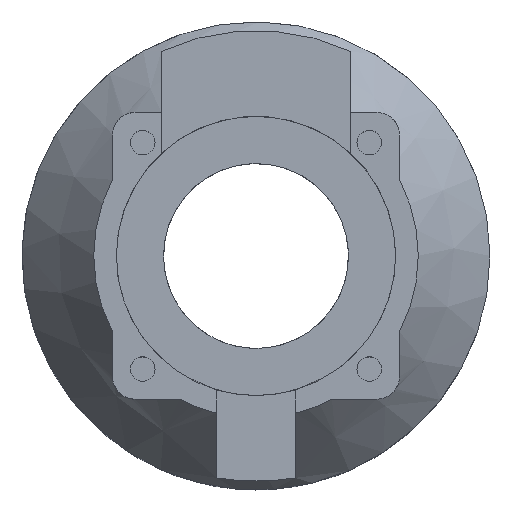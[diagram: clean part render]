
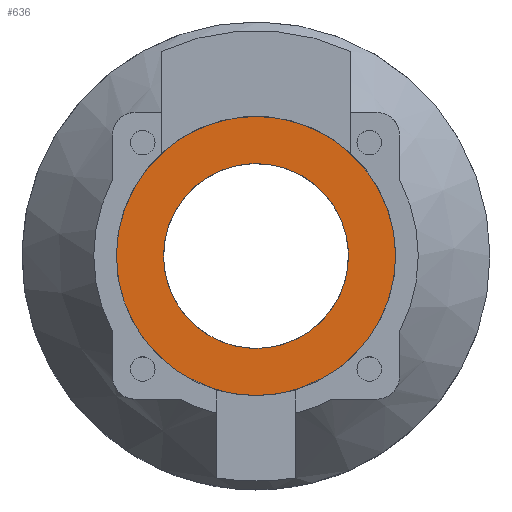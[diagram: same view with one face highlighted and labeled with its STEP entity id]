
A CAD part, top view. The second image highlights one B-rep face of the part: STEP entity #636.
In plain terms, the highlighted planar face has unit normal (0, 0, 1).
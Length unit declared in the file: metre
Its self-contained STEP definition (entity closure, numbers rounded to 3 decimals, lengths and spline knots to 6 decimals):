
#133=PLANE('',#717);
#302=ORIENTED_EDGE('',*,*,#305,.T.);
#303=ORIENTED_EDGE('',*,*,#376,.F.);
#305=EDGE_CURVE('',#390,#390,#451,.T.);
#376=EDGE_CURVE('',#441,#441,#466,.T.);
#390=VERTEX_POINT('',#899);
#441=VERTEX_POINT('',#1110);
#451=CIRCLE('',#652,0.01225);
#466=CIRCLE('',#690,0.0185);
#531=EDGE_LOOP('',(#302));
#532=EDGE_LOOP('',(#303));
#585=FACE_BOUND('',#531,.T.);
#586=FACE_BOUND('',#532,.T.);
#636=ADVANCED_FACE('',(#585,#586),#133,.F.);
#652=AXIS2_PLACEMENT_3D('',#898,#724,#725);
#690=AXIS2_PLACEMENT_3D('',#1109,#838,#839);
#717=AXIS2_PLACEMENT_3D('',#1145,#892,#893);
#724=DIRECTION('',(0.,0.,-1.));
#725=DIRECTION('',(-1.,0.,0.));
#838=DIRECTION('',(0.,0.,-1.));
#839=DIRECTION('',(-1.,0.,0.));
#892=DIRECTION('',(0.,0.,-1.));
#893=DIRECTION('',(1.,0.,0.));
#898=CARTESIAN_POINT('',(0.,0.,-0.0128));
#899=CARTESIAN_POINT('',(-0.01225,0.,-0.0128));
#1109=CARTESIAN_POINT('',(0.,0.,-0.0128));
#1110=CARTESIAN_POINT('',(-0.0185,0.,-0.0128));
#1145=CARTESIAN_POINT('',(0.,0.,-0.0128));
